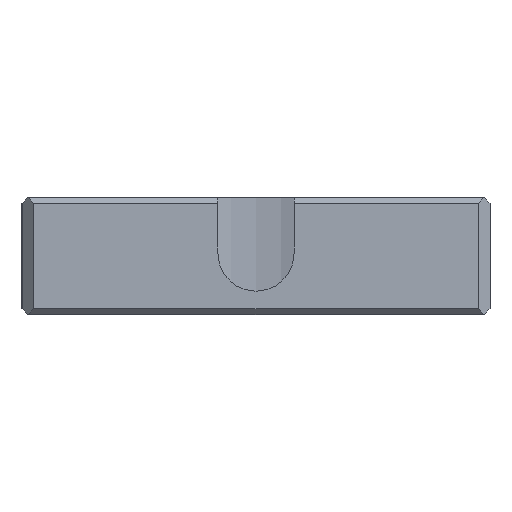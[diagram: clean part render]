
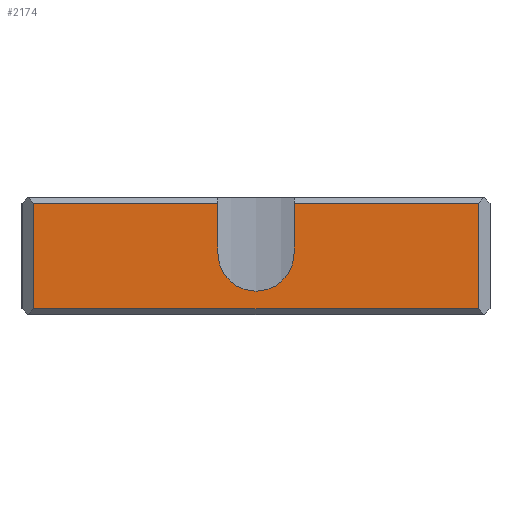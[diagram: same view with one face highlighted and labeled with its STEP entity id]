
A CAD part, front view. The second image highlights one B-rep face of the part: STEP entity #2174.
In plain terms, the highlighted planar face has unit normal (0, -1, 0).
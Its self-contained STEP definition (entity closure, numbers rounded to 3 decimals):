
#1037 = DIRECTION ( 'NONE',  ( 0., 0., -1. ) ) ;
#1038 = VECTOR ( 'NONE', #1037, 1000. ) ;
#1042 = CARTESIAN_POINT ( 'NONE',  ( -19., -40., 5. ) ) ;
#1043 = LINE ( 'NONE', #1042, #1038 ) ;
#1307 = DIRECTION ( 'NONE',  ( -1., 0., 0. ) ) ;
#1308 = DIRECTION ( 'NONE',  ( 0., 1., 0. ) ) ;
#1309 = CARTESIAN_POINT ( 'NONE',  ( 0., -40., 0.25 ) ) ;
#1310 = AXIS2_PLACEMENT_3D ( 'NONE', #1309, #1308, #1307 ) ;
#1315 = CIRCLE ( 'NONE', #1310, 3.25 ) ;
#1325 = CARTESIAN_POINT ( 'NONE',  ( -3.25, -40., 0.25 ) ) ;
#1342 = LINE ( 'NONE', #1425, #1424 ) ;
#1406 = DIRECTION ( 'NONE',  ( -1., 0., 0. ) ) ;
#1407 = VECTOR ( 'NONE', #1406, 1000. ) ;
#1410 = CARTESIAN_POINT ( 'NONE',  ( -19., -40., 4.5 ) ) ;
#1412 = DIRECTION ( 'NONE',  ( 0., 0., 1. ) ) ;
#1413 = VECTOR ( 'NONE', #1412, 1000. ) ;
#1414 = CARTESIAN_POINT ( 'NONE',  ( -3.25, -40., 0.25 ) ) ;
#1415 = LINE ( 'NONE', #1414, #1413 ) ;
#1421 = LINE ( 'NONE', #1410, #1407 ) ;
#1422 = CARTESIAN_POINT ( 'NONE',  ( 3.25, -40., 0.25 ) ) ;
#1423 = DIRECTION ( 'NONE',  ( 0., 0., -1. ) ) ;
#1424 = VECTOR ( 'NONE', #1423, 1000. ) ;
#1425 = CARTESIAN_POINT ( 'NONE',  ( 3.25, -40., 0.25 ) ) ;
#1426 = CARTESIAN_POINT ( 'NONE',  ( -3.25, -40., 4.5 ) ) ;
#1946 = DIRECTION ( 'NONE',  ( -1., 0., 0. ) ) ;
#1947 = DIRECTION ( 'NONE',  ( 0., 1., 0. ) ) ;
#1955 = AXIS2_PLACEMENT_3D ( 'NONE', #1957, #1947, #1946 ) ;
#1957 = CARTESIAN_POINT ( 'NONE',  ( -20., -40., 5. ) ) ;
#1961 = PLANE ( 'NONE',  #1955 ) ;
#1965 = CARTESIAN_POINT ( 'NONE',  ( -19., -40., -4.5 ) ) ;
#1966 = FACE_OUTER_BOUND ( 'NONE', #2144, .T. ) ;
#2061 = DIRECTION ( 'NONE',  ( -1., 0., 0. ) ) ;
#2062 = VECTOR ( 'NONE', #2061, 1000. ) ;
#2063 = CARTESIAN_POINT ( 'NONE',  ( 3.25, -40., 4.5 ) ) ;
#2064 = LINE ( 'NONE', #2063, #2062 ) ;
#2065 = CARTESIAN_POINT ( 'NONE',  ( -19., -40., 4.5 ) ) ;
#2066 = CARTESIAN_POINT ( 'NONE',  ( 3.25, -40., 4.5 ) ) ;
#2067 = DIRECTION ( 'NONE',  ( 0., 0., 1. ) ) ;
#2068 = VECTOR ( 'NONE', #2067, 1000. ) ;
#2069 = CARTESIAN_POINT ( 'NONE',  ( 19., -40., 5. ) ) ;
#2071 = LINE ( 'NONE', #2069, #2068 ) ;
#2072 = DIRECTION ( 'NONE',  ( 1., 0., 0. ) ) ;
#2073 = VECTOR ( 'NONE', #2072, 1000. ) ;
#2074 = CARTESIAN_POINT ( 'NONE',  ( -20., -40., -4.5 ) ) ;
#2075 = LINE ( 'NONE', #2074, #2073 ) ;
#2082 = CARTESIAN_POINT ( 'NONE',  ( 19., -40., 4.5 ) ) ;
#2130 = ORIENTED_EDGE ( 'NONE', *, *, #2157, .T. ) ;
#2135 = VERTEX_POINT ( 'NONE', #3096 ) ;
#2144 = EDGE_LOOP ( 'NONE', ( #2154, #2153, #2130, #2296, #2427, #2436, #2434, #2438 ) ) ;
#2153 = ORIENTED_EDGE ( 'NONE', *, *, #2155, .T. ) ;
#2154 = ORIENTED_EDGE ( 'NONE', *, *, #2298, .T. ) ;
#2155 = EDGE_CURVE ( 'NONE', #2171, #2135, #2075, .T. ) ;
#2156 = VERTEX_POINT ( 'NONE', #2082 ) ;
#2157 = EDGE_CURVE ( 'NONE', #2135, #2156, #2071, .T. ) ;
#2163 = EDGE_CURVE ( 'NONE', #2156, #2165, #2064, .T. ) ;
#2165 = VERTEX_POINT ( 'NONE', #2066 ) ;
#2166 = VERTEX_POINT ( 'NONE', #2065 ) ;
#2171 = VERTEX_POINT ( 'NONE', #1965 ) ;
#2174 = ADVANCED_FACE ( 'NONE', ( #1966 ), #1961, .F. ) ;
#2296 = ORIENTED_EDGE ( 'NONE', *, *, #2163, .T. ) ;
#2298 = EDGE_CURVE ( 'NONE', #2166, #2171, #1043, .T. ) ;
#2427 = ORIENTED_EDGE ( 'NONE', *, *, #2430, .T. ) ;
#2428 = EDGE_CURVE ( 'NONE', #2433, #2432, #1315, .T. ) ;
#2430 = EDGE_CURVE ( 'NONE', #2165, #2433, #1342, .T. ) ;
#2431 = VERTEX_POINT ( 'NONE', #1426 ) ;
#2432 = VERTEX_POINT ( 'NONE', #1325 ) ;
#2433 = VERTEX_POINT ( 'NONE', #1422 ) ;
#2434 = ORIENTED_EDGE ( 'NONE', *, *, #2437, .T. ) ;
#2436 = ORIENTED_EDGE ( 'NONE', *, *, #2428, .T. ) ;
#2437 = EDGE_CURVE ( 'NONE', #2432, #2431, #1415, .T. ) ;
#2438 = ORIENTED_EDGE ( 'NONE', *, *, #2439, .T. ) ;
#2439 = EDGE_CURVE ( 'NONE', #2431, #2166, #1421, .T. ) ;
#3096 = CARTESIAN_POINT ( 'NONE',  ( 19., -40., -4.5 ) ) ;
